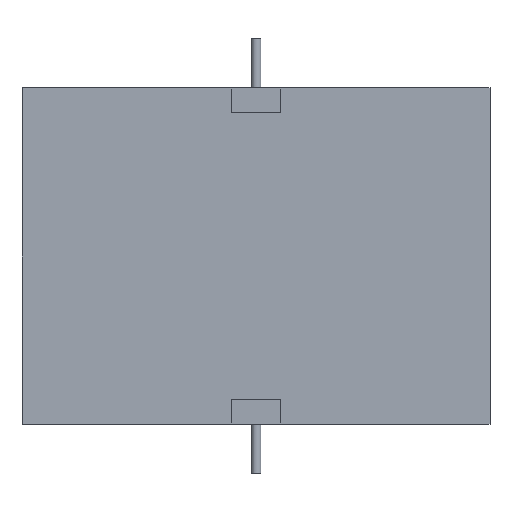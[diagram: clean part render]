
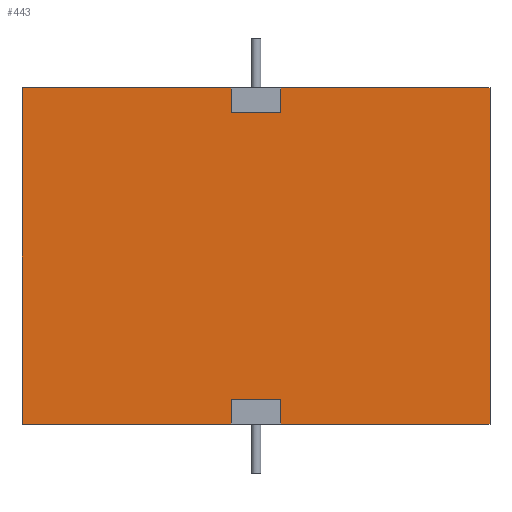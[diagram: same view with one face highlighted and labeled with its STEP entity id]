
A CAD part, front view. The second image highlights one B-rep face of the part: STEP entity #443.
In plain terms, the highlighted planar face has unit normal (0, -1, 0).
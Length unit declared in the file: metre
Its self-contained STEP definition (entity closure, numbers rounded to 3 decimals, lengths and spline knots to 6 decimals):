
#18 = LINE ( 'NONE', #550, #816 ) ;
#44 = VECTOR ( 'NONE', #664, 1. ) ;
#45 = DIRECTION ( 'NONE',  ( 0., -1., 0. ) ) ;
#51 = DIRECTION ( 'NONE',  ( 0., 0., -1. ) ) ;
#75 = ORIENTED_EDGE ( 'NONE', *, *, #1234, .F. ) ;
#106 = VERTEX_POINT ( 'NONE', #174 ) ;
#134 = EDGE_CURVE ( 'NONE', #506, #369, #168, .T. ) ;
#168 = LINE ( 'NONE', #1052, #1210 ) ;
#171 = AXIS2_PLACEMENT_3D ( 'NONE', #689, #45, #907 ) ;
#174 = CARTESIAN_POINT ( 'NONE',  ( 0.084, 0., -0.135 ) ) ;
#185 = VERTEX_POINT ( 'NONE', #1233 ) ;
#194 = LINE ( 'NONE', #512, #690 ) ;
#212 = VERTEX_POINT ( 'NONE', #434 ) ;
#221 = EDGE_CURVE ( 'NONE', #322, #1228, #554, .T. ) ;
#223 = LINE ( 'NONE', #653, #301 ) ;
#228 = CARTESIAN_POINT ( 'NONE',  ( 0., 0., -0.135 ) ) ;
#236 = DIRECTION ( 'NONE',  ( 0., 0., 1. ) ) ;
#245 = DIRECTION ( 'NONE',  ( -1., 0., 0. ) ) ;
#276 = EDGE_CURVE ( 'NONE', #1107, #1219, #1299, .T. ) ;
#301 = VECTOR ( 'NONE', #1186, 1. ) ;
#310 = VECTOR ( 'NONE', #477, 1. ) ;
#322 = VERTEX_POINT ( 'NONE', #1060 ) ;
#325 = CARTESIAN_POINT ( 'NONE',  ( 0., 0., -0.135 ) ) ;
#345 = EDGE_CURVE ( 'NONE', #106, #1107, #541, .T. ) ;
#369 = VERTEX_POINT ( 'NONE', #803 ) ;
#428 = CARTESIAN_POINT ( 'NONE',  ( 0., 0., 0. ) ) ;
#434 = CARTESIAN_POINT ( 'NONE',  ( 0.084, 0., 0. ) ) ;
#443 = ADVANCED_FACE ( 'NONE', ( #587 ), #883, .T. ) ;
#446 = CARTESIAN_POINT ( 'NONE',  ( 0.104, 0., 0. ) ) ;
#453 = LINE ( 'NONE', #446, #503 ) ;
#458 = ORIENTED_EDGE ( 'NONE', *, *, #1053, .F. ) ;
#460 = EDGE_CURVE ( 'NONE', #212, #894, #194, .T. ) ;
#471 = VECTOR ( 'NONE', #1144, 1. ) ;
#477 = DIRECTION ( 'NONE',  ( -1., 0., 0. ) ) ;
#503 = VECTOR ( 'NONE', #236, 1. ) ;
#506 = VERTEX_POINT ( 'NONE', #914 ) ;
#511 = EDGE_CURVE ( 'NONE', #938, #106, #721, .T. ) ;
#512 = CARTESIAN_POINT ( 'NONE',  ( 0.084, 0., 0. ) ) ;
#514 = DIRECTION ( 'NONE',  ( -1., 0., 0. ) ) ;
#541 = LINE ( 'NONE', #228, #310 ) ;
#543 = CARTESIAN_POINT ( 'NONE',  ( 0.084, 0., -0.125 ) ) ;
#548 = CARTESIAN_POINT ( 'NONE',  ( 0., 0., 0. ) ) ;
#550 = CARTESIAN_POINT ( 'NONE',  ( 0., 0., 0. ) ) ;
#554 = LINE ( 'NONE', #428, #44 ) ;
#570 = EDGE_CURVE ( 'NONE', #1228, #506, #649, .T. ) ;
#587 = FACE_OUTER_BOUND ( 'NONE', #1273, .T. ) ;
#632 = CARTESIAN_POINT ( 'NONE',  ( 0., 0., 0. ) ) ;
#643 = ORIENTED_EDGE ( 'NONE', *, *, #276, .F. ) ;
#649 = LINE ( 'NONE', #770, #1131 ) ;
#653 = CARTESIAN_POINT ( 'NONE',  ( 0.084, 0., -0.01 ) ) ;
#654 = CARTESIAN_POINT ( 'NONE',  ( 0.104, 0., -0.125 ) ) ;
#664 = DIRECTION ( 'NONE',  ( 1., 0., 0. ) ) ;
#665 = EDGE_CURVE ( 'NONE', #369, #1182, #854, .T. ) ;
#670 = CARTESIAN_POINT ( 'NONE',  ( 0.104, 0., -0.125 ) ) ;
#689 = CARTESIAN_POINT ( 'NONE',  ( 0., 0., 0. ) ) ;
#690 = VECTOR ( 'NONE', #51, 1. ) ;
#721 = LINE ( 'NONE', #826, #471 ) ;
#746 = DIRECTION ( 'NONE',  ( 0., 0., 1. ) ) ;
#755 = DIRECTION ( 'NONE',  ( 0., 0., -1. ) ) ;
#770 = CARTESIAN_POINT ( 'NONE',  ( 0.188, 0., 0. ) ) ;
#787 = LINE ( 'NONE', #670, #1261 ) ;
#795 = ORIENTED_EDGE ( 'NONE', *, *, #665, .F. ) ;
#803 = CARTESIAN_POINT ( 'NONE',  ( 0.104, 0., -0.135 ) ) ;
#813 = ORIENTED_EDGE ( 'NONE', *, *, #221, .F. ) ;
#816 = VECTOR ( 'NONE', #1296, 1. ) ;
#826 = CARTESIAN_POINT ( 'NONE',  ( 0.084, 0., -0.135 ) ) ;
#854 = LINE ( 'NONE', #1281, #1001 ) ;
#883 = PLANE ( 'NONE',  #171 ) ;
#894 = VERTEX_POINT ( 'NONE', #1064 ) ;
#903 = ORIENTED_EDGE ( 'NONE', *, *, #460, .F. ) ;
#907 = DIRECTION ( 'NONE',  ( 0., 0., -1. ) ) ;
#914 = CARTESIAN_POINT ( 'NONE',  ( 0.188, 0., -0.135 ) ) ;
#938 = VERTEX_POINT ( 'NONE', #543 ) ;
#994 = EDGE_CURVE ( 'NONE', #185, #322, #453, .T. ) ;
#1001 = VECTOR ( 'NONE', #746, 1. ) ;
#1011 = ORIENTED_EDGE ( 'NONE', *, *, #134, .F. ) ;
#1052 = CARTESIAN_POINT ( 'NONE',  ( 0., 0., -0.135 ) ) ;
#1053 = EDGE_CURVE ( 'NONE', #894, #185, #223, .T. ) ;
#1060 = CARTESIAN_POINT ( 'NONE',  ( 0.104, 0., 0. ) ) ;
#1064 = CARTESIAN_POINT ( 'NONE',  ( 0.084, 0., -0.01 ) ) ;
#1070 = EDGE_CURVE ( 'NONE', #1219, #212, #18, .T. ) ;
#1071 = VECTOR ( 'NONE', #1084, 1. ) ;
#1084 = DIRECTION ( 'NONE',  ( 0., 0., 1. ) ) ;
#1107 = VERTEX_POINT ( 'NONE', #325 ) ;
#1131 = VECTOR ( 'NONE', #755, 1. ) ;
#1144 = DIRECTION ( 'NONE',  ( 0., 0., -1. ) ) ;
#1182 = VERTEX_POINT ( 'NONE', #654 ) ;
#1186 = DIRECTION ( 'NONE',  ( 1., 0., 0. ) ) ;
#1210 = VECTOR ( 'NONE', #514, 1. ) ;
#1219 = VERTEX_POINT ( 'NONE', #632 ) ;
#1220 = CARTESIAN_POINT ( 'NONE',  ( 0.188, 0., 0. ) ) ;
#1226 = ORIENTED_EDGE ( 'NONE', *, *, #1070, .F. ) ;
#1228 = VERTEX_POINT ( 'NONE', #1220 ) ;
#1233 = CARTESIAN_POINT ( 'NONE',  ( 0.104, 0., -0.01 ) ) ;
#1234 = EDGE_CURVE ( 'NONE', #1182, #938, #787, .T. ) ;
#1236 = ORIENTED_EDGE ( 'NONE', *, *, #345, .F. ) ;
#1261 = VECTOR ( 'NONE', #245, 1. ) ;
#1273 = EDGE_LOOP ( 'NONE', ( #75, #795, #1011, #1288, #813, #1294, #458, #903, #1226, #643, #1236, #1356 ) ) ;
#1281 = CARTESIAN_POINT ( 'NONE',  ( 0.104, 0., -0.135 ) ) ;
#1288 = ORIENTED_EDGE ( 'NONE', *, *, #570, .F. ) ;
#1294 = ORIENTED_EDGE ( 'NONE', *, *, #994, .F. ) ;
#1296 = DIRECTION ( 'NONE',  ( 1., 0., 0. ) ) ;
#1299 = LINE ( 'NONE', #548, #1071 ) ;
#1356 = ORIENTED_EDGE ( 'NONE', *, *, #511, .F. ) ;
